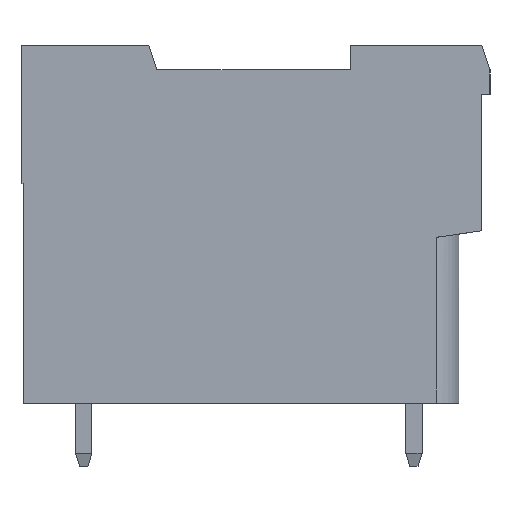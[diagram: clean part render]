
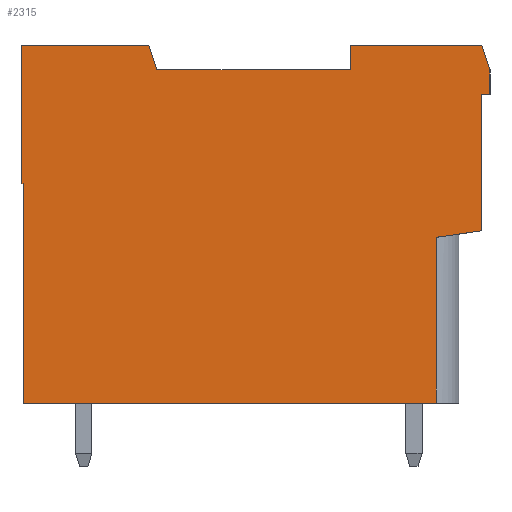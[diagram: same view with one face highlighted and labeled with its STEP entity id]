
A CAD part, left-side view. The second image highlights one B-rep face of the part: STEP entity #2315.
In plain terms, the highlighted planar face has unit normal (-1, 0, 0).
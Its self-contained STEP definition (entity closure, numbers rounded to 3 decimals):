
#2315 = ADVANCED_FACE( '', ( #4912 ), #4913, .T. );
#4912 = FACE_OUTER_BOUND( '', #7792, .T. );
#4913 = PLANE( '', #7793 );
#7792 = EDGE_LOOP( '', ( #14449, #14450, #14451, #14452, #14453, #14454, #14455, #14456, #14457, #14458, #14459, #14460, #14461, #14462, #14463 ) );
#7793 = AXIS2_PLACEMENT_3D( '', #14464, #14465, #14466 );
#14449 = ORIENTED_EDGE( '', *, *, #19480, .T. );
#14450 = ORIENTED_EDGE( '', *, *, #19330, .T. );
#14451 = ORIENTED_EDGE( '', *, *, #20142, .T. );
#14452 = ORIENTED_EDGE( '', *, *, #19172, .T. );
#14453 = ORIENTED_EDGE( '', *, *, #20113, .T. );
#14454 = ORIENTED_EDGE( '', *, *, #20275, .T. );
#14455 = ORIENTED_EDGE( '', *, *, #18734, .F. );
#14456 = ORIENTED_EDGE( '', *, *, #19653, .T. );
#14457 = ORIENTED_EDGE( '', *, *, #18222, .T. );
#14458 = ORIENTED_EDGE( '', *, *, #18876, .T. );
#14459 = ORIENTED_EDGE( '', *, *, #17874, .T. );
#14460 = ORIENTED_EDGE( '', *, *, #18897, .T. );
#14461 = ORIENTED_EDGE( '', *, *, #20276, .T. );
#14462 = ORIENTED_EDGE( '', *, *, #20277, .T. );
#14463 = ORIENTED_EDGE( '', *, *, #18262, .T. );
#14464 = CARTESIAN_POINT( '', ( -22.86, 0., 0. ) );
#14465 = DIRECTION( '', ( -1., 0., 0. ) );
#14466 = DIRECTION( '', ( 0., 0., 1. ) );
#17874 = EDGE_CURVE( '', #21617, #21615, #21618, .T. );
#18222 = EDGE_CURVE( '', #22222, #22220, #22223, .T. );
#18262 = EDGE_CURVE( '', #22294, #22292, #22295, .F. );
#18734 = EDGE_CURVE( '', #23079, #23075, #23081, .T. );
#18876 = EDGE_CURVE( '', #22220, #21617, #23307, .T. );
#18897 = EDGE_CURVE( '', #21615, #23344, #23345, .T. );
#19172 = EDGE_CURVE( '', #23774, #23772, #23775, .F. );
#19330 = EDGE_CURVE( '', #24023, #24021, #24024, .T. );
#19480 = EDGE_CURVE( '', #22292, #24023, #24235, .T. );
#19653 = EDGE_CURVE( '', #23079, #22222, #24483, .T. );
#20113 = EDGE_CURVE( '', #23772, #25100, #25102, .T. );
#20142 = EDGE_CURVE( '', #24021, #23774, #25141, .T. );
#20275 = EDGE_CURVE( '', #25100, #23075, #25310, .T. );
#20276 = EDGE_CURVE( '', #23344, #25311, #25312, .T. );
#20277 = EDGE_CURVE( '', #25311, #22294, #25313, .T. );
#21615 = VERTEX_POINT( '', #27055 );
#21617 = VERTEX_POINT( '', #27058 );
#21618 = LINE( '', #27059, #27060 );
#22220 = VERTEX_POINT( '', #28134 );
#22222 = VERTEX_POINT( '', #28136 );
#22223 = LINE( '', #28137, #28138 );
#22292 = VERTEX_POINT( '', #28244 );
#22294 = VERTEX_POINT( '', #28247 );
#22295 = LINE( '', #28248, #28249 );
#23075 = VERTEX_POINT( '', #29373 );
#23079 = VERTEX_POINT( '', #29379 );
#23081 = LINE( '', #29382, #29383 );
#23307 = LINE( '', #29708, #29709 );
#23344 = VERTEX_POINT( '', #29762 );
#23345 = LINE( '', #29763, #29764 );
#23772 = VERTEX_POINT( '', #30391 );
#23774 = VERTEX_POINT( '', #30394 );
#23775 = LINE( '', #30395, #30396 );
#24021 = VERTEX_POINT( '', #30759 );
#24023 = VERTEX_POINT( '', #30762 );
#24024 = LINE( '', #30763, #30764 );
#24235 = LINE( '', #31085, #31086 );
#24483 = LINE( '', #31461, #31462 );
#25100 = VERTEX_POINT( '', #32373 );
#25102 = LINE( '', #32376, #32377 );
#25141 = LINE( '', #32438, #32439 );
#25310 = LINE( '', #32691, #32692 );
#25311 = VERTEX_POINT( '', #32693 );
#25312 = LINE( '', #32694, #32695 );
#25313 = LINE( '', #32696, #32697 );
#27055 = CARTESIAN_POINT( '', ( -22.86, -14.05, -0.4 ) );
#27058 = CARTESIAN_POINT( '', ( -22.86, -11.25, -0.8 ) );
#27059 = CARTESIAN_POINT( '', ( -22.86, -11.25, -0.8 ) );
#27060 = VECTOR( '', #33954, 1000. );
#28134 = CARTESIAN_POINT( '', ( -22.86, -11.25, -11. ) );
#28136 = CARTESIAN_POINT( '', ( -22.86, 14.15, -11. ) );
#28137 = CARTESIAN_POINT( '', ( -22.86, 14.25, -11. ) );
#28138 = VECTOR( '', #34262, 1000. );
#28244 = CARTESIAN_POINT( '', ( -22.86, -14.05, 11. ) );
#28247 = CARTESIAN_POINT( '', ( -22.86, -14.55, 9.5 ) );
#28248 = CARTESIAN_POINT( '', ( -22.86, -15.945, 5.315 ) );
#28249 = VECTOR( '', #34301, 1000. );
#29373 = CARTESIAN_POINT( '', ( -22.86, 14.25, 2.5 ) );
#29379 = CARTESIAN_POINT( '', ( -22.86, 14.15, 2.5 ) );
#29382 = CARTESIAN_POINT( '', ( -22.86, 14.15, 2.5 ) );
#29383 = VECTOR( '', #34760, 1000. );
#29708 = CARTESIAN_POINT( '', ( -22.86, -11.25, -11. ) );
#29709 = VECTOR( '', #34893, 1000. );
#29762 = CARTESIAN_POINT( '', ( -22.86, -14.05, 8. ) );
#29763 = CARTESIAN_POINT( '', ( -22.86, -14.05, 8. ) );
#29764 = VECTOR( '', #34910, 1000. );
#30391 = CARTESIAN_POINT( '', ( -22.86, 6.45, 11. ) );
#30394 = CARTESIAN_POINT( '', ( -22.86, 5.95, 9.5 ) );
#30395 = CARTESIAN_POINT( '', ( -22.86, 2.505, -0.835 ) );
#30396 = VECTOR( '', #35196, 1000. );
#30759 = CARTESIAN_POINT( '', ( -22.86, -5.95, 9.5 ) );
#30762 = CARTESIAN_POINT( '', ( -22.86, -5.95, 11. ) );
#30763 = CARTESIAN_POINT( '', ( -22.86, -5.95, 11. ) );
#30764 = VECTOR( '', #35357, 1000. );
#31085 = CARTESIAN_POINT( '', ( -22.86, -14.55, 11. ) );
#31086 = VECTOR( '', #35477, 1000. );
#31461 = CARTESIAN_POINT( '', ( -22.86, 14.15, 2.5 ) );
#31462 = VECTOR( '', #35632, 1000. );
#32373 = CARTESIAN_POINT( '', ( -22.86, 14.25, 11. ) );
#32376 = CARTESIAN_POINT( '', ( -22.86, 5.95, 11. ) );
#32377 = VECTOR( '', #36000, 1000. );
#32438 = CARTESIAN_POINT( '', ( -22.86, -5.95, 9.5 ) );
#32439 = VECTOR( '', #36035, 1000. );
#32691 = CARTESIAN_POINT( '', ( -22.86, 14.25, 11. ) );
#32692 = VECTOR( '', #36137, 1000. );
#32693 = CARTESIAN_POINT( '', ( -22.86, -14.55, 8. ) );
#32694 = CARTESIAN_POINT( '', ( -22.86, -14.55, 8. ) );
#32695 = VECTOR( '', #36138, 1000. );
#32696 = CARTESIAN_POINT( '', ( -22.86, -14.55, 8. ) );
#32697 = VECTOR( '', #36139, 1000. );
#33954 = DIRECTION( '', ( 0., -0.99, 0.141 ) );
#34262 = DIRECTION( '', ( 0., -1., 0. ) );
#34301 = DIRECTION( '', ( 0., -0.316, -0.949 ) );
#34760 = DIRECTION( '', ( 0., 1., 0. ) );
#34893 = DIRECTION( '', ( 0., 0., 1. ) );
#34910 = DIRECTION( '', ( 0., 0., 1. ) );
#35196 = DIRECTION( '', ( 0., -0.316, -0.949 ) );
#35357 = DIRECTION( '', ( 0., 0., -1. ) );
#35477 = DIRECTION( '', ( 0., 1., 0. ) );
#35632 = DIRECTION( '', ( 0., 0., -1. ) );
#36000 = DIRECTION( '', ( 0., 1., 0. ) );
#36035 = DIRECTION( '', ( 0., 1., 0. ) );
#36137 = DIRECTION( '', ( 0., 0., -1. ) );
#36138 = DIRECTION( '', ( 0., -1., 0. ) );
#36139 = DIRECTION( '', ( 0., 0., 1. ) );
